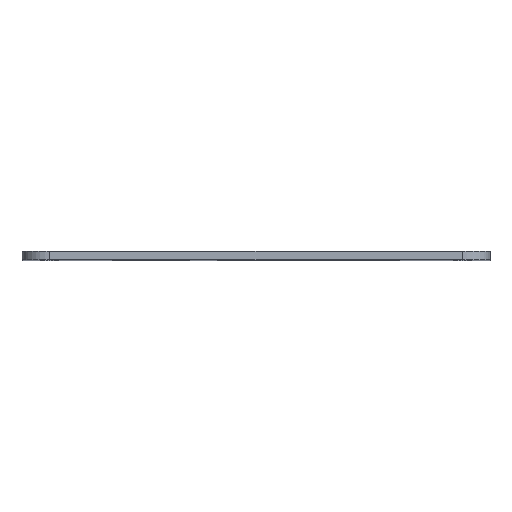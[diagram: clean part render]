
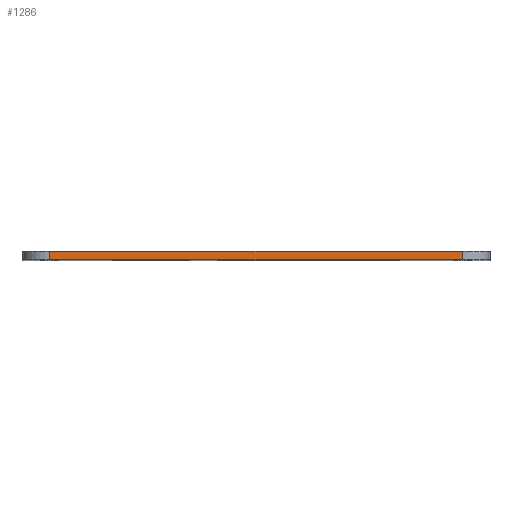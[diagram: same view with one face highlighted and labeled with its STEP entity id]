
A CAD part, top view. The second image highlights one B-rep face of the part: STEP entity #1286.
In plain terms, the highlighted planar face has unit normal (0, 0, 1).
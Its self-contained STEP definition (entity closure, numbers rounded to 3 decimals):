
#39=PLANE('',#1401);
#76=FACE_OUTER_BOUND('',#153,.T.);
#153=EDGE_LOOP('',(#945,#946,#947,#948));
#229=LINE('',#1901,#357);
#262=LINE('',#2027,#390);
#264=LINE('',#2033,#392);
#265=LINE('',#2034,#393);
#357=VECTOR('',#1509,10.);
#390=VECTOR('',#1608,10.);
#392=VECTOR('',#1614,10.);
#393=VECTOR('',#1615,10.);
#552=VERTEX_POINT('',#1898);
#553=VERTEX_POINT('',#1900);
#613=VERTEX_POINT('',#2026);
#615=VERTEX_POINT('',#2032);
#681=EDGE_CURVE('',#552,#553,#229,.T.);
#744=EDGE_CURVE('',#553,#613,#262,.T.);
#747=EDGE_CURVE('',#615,#552,#264,.T.);
#748=EDGE_CURVE('',#613,#615,#265,.T.);
#945=ORIENTED_EDGE('',*,*,#744,.F.);
#946=ORIENTED_EDGE('',*,*,#681,.F.);
#947=ORIENTED_EDGE('',*,*,#747,.F.);
#948=ORIENTED_EDGE('',*,*,#748,.F.);
#1286=ADVANCED_FACE('',(#76),#39,.T.);
#1401=AXIS2_PLACEMENT_3D('',#2031,#1612,#1613);
#1509=DIRECTION('',(1.,0.,0.));
#1608=DIRECTION('',(0.,-1.,0.));
#1612=DIRECTION('center_axis',(0.,0.,1.));
#1613=DIRECTION('ref_axis',(1.,0.,0.));
#1614=DIRECTION('',(0.,1.,0.));
#1615=DIRECTION('',(-1.,0.,0.));
#1898=CARTESIAN_POINT('',(-8.925,1.5,72.525));
#1900=CARTESIAN_POINT('',(66.075,1.5,72.525));
#1901=CARTESIAN_POINT('',(71.075,1.5,72.525));
#2026=CARTESIAN_POINT('',(66.075,0.,72.525));
#2027=CARTESIAN_POINT('',(66.075,0.,72.525));
#2031=CARTESIAN_POINT('Origin',(-13.925,0.,72.525));
#2032=CARTESIAN_POINT('',(-8.925,0.,72.525));
#2033=CARTESIAN_POINT('',(-8.925,0.,72.525));
#2034=CARTESIAN_POINT('',(71.075,0.,72.525));
